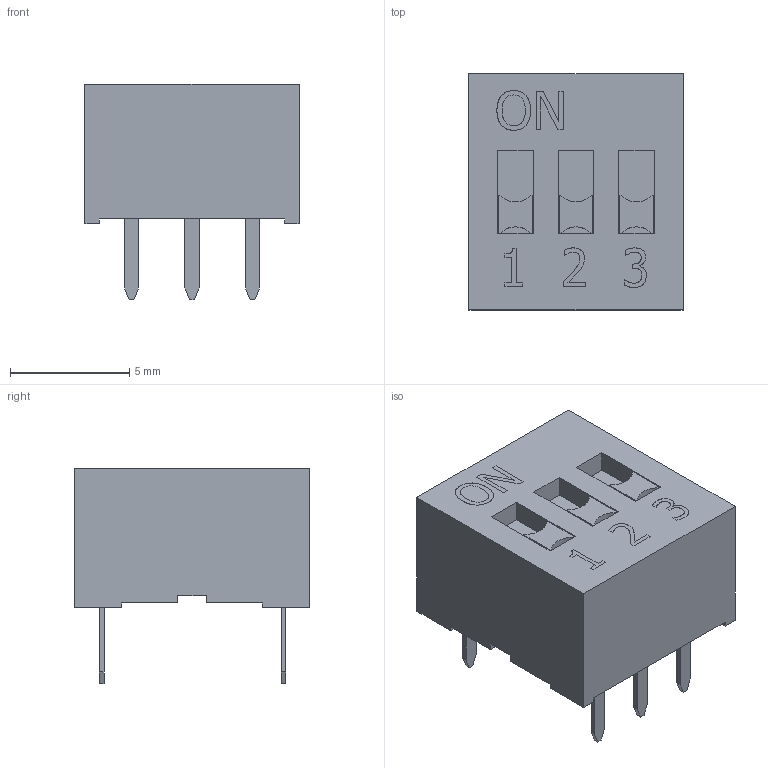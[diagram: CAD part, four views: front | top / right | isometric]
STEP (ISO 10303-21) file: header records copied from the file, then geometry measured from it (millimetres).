
FILE_DESCRIPTION(/* description */ (''),/* implementation_level */ '2;1');
FILE_NAME(/* name */ 'KAS1103Rx.stp',/* time_stamp */ '2025-05-21T11:09:13-05:00',/* author */ ('mroman'),/* organization */ (''),/* preprocessor_version */ 'ST-DEVELOPER v18.1',/* originating_system */ 'Autodesk Inventor 2022',/* authorisation */ '');
FILE_SCHEMA (('AUTOMOTIVE_DESIGN { 1 0 10303 214 3 1 1 }'));
Length unit declared in the file: centimetre
Products named in the file (1): KAS1103R
Bounding box: 8.98 x 9.9 x 9.05 mm (x, y, z)
Volume: 475.6 mm3; surface area: 482.5 mm2
Topology: 1 solids, 1 shells, 221 faces, 603 edges, 402 vertices
Faces by surface type: plane 172, bspline 43, cylinder 6
Entity records: 7274 total; most frequent: CARTESIAN_POINT 1918, ORIENTED_EDGE 1206, DIRECTION 887, EDGE_CURVE 603, LINE 505, VECTOR 505, VERTEX_POINT 402, EDGE_LOOP 239
